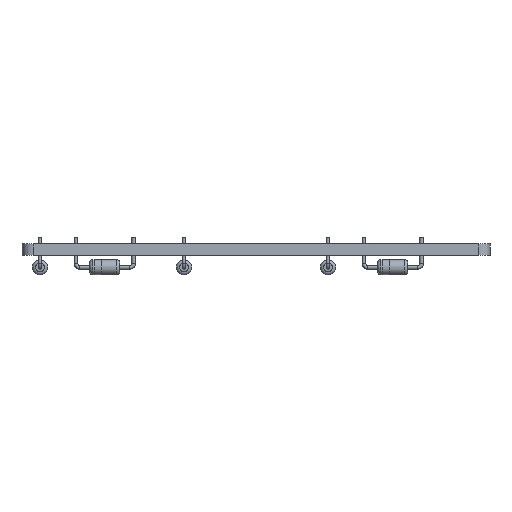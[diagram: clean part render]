
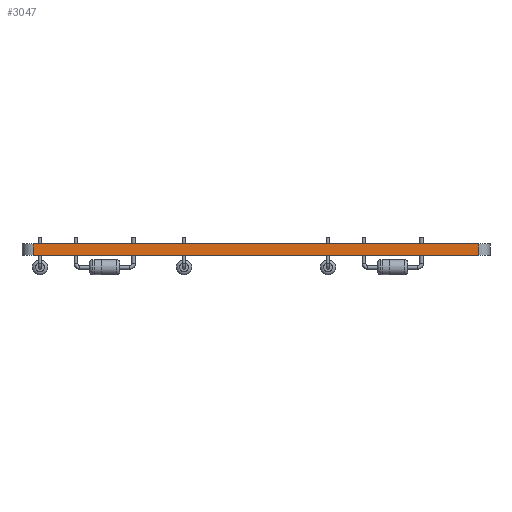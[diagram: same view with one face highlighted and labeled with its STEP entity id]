
A CAD part, front view. The second image highlights one B-rep face of the part: STEP entity #3047.
In plain terms, the highlighted planar face has unit normal (0, -1, 0).
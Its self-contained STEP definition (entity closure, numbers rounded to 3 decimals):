
#626 = VERTEX_POINT('',#627);
#627 = CARTESIAN_POINT('',(1.5,-80.963,0.));
#634 = EDGE_CURVE('',#635,#626,#637,.T.);
#635 = VERTEX_POINT('',#636);
#636 = CARTESIAN_POINT('',(60.413,-80.963,0.));
#637 = LINE('',#638,#639);
#638 = CARTESIAN_POINT('',(60.413,-80.963,0.));
#639 = VECTOR('',#640,1.);
#640 = DIRECTION('',(-1.,0.,0.));
#1823 = VERTEX_POINT('',#1824);
#1824 = CARTESIAN_POINT('',(1.5,-80.963,1.51));
#1831 = EDGE_CURVE('',#1832,#1823,#1834,.T.);
#1832 = VERTEX_POINT('',#1833);
#1833 = CARTESIAN_POINT('',(60.413,-80.963,1.51));
#1834 = LINE('',#1835,#1836);
#1835 = CARTESIAN_POINT('',(60.413,-80.963,1.51));
#1836 = VECTOR('',#1837,1.);
#1837 = DIRECTION('',(-1.,0.,0.));
#3019 = EDGE_CURVE('',#635,#1832,#3020,.T.);
#3020 = LINE('',#3021,#3022);
#3021 = CARTESIAN_POINT('',(60.413,-80.963,0.));
#3022 = VECTOR('',#3023,1.);
#3023 = DIRECTION('',(0.,0.,1.));
#3047 = ADVANCED_FACE('',(#3048),#3059,.T.);
#3048 = FACE_BOUND('',#3049,.T.);
#3049 = EDGE_LOOP('',(#3050,#3051,#3052,#3058));
#3050 = ORIENTED_EDGE('',*,*,#3019,.T.);
#3051 = ORIENTED_EDGE('',*,*,#1831,.T.);
#3052 = ORIENTED_EDGE('',*,*,#3053,.F.);
#3053 = EDGE_CURVE('',#626,#1823,#3054,.T.);
#3054 = LINE('',#3055,#3056);
#3055 = CARTESIAN_POINT('',(1.5,-80.963,0.));
#3056 = VECTOR('',#3057,1.);
#3057 = DIRECTION('',(0.,0.,1.));
#3058 = ORIENTED_EDGE('',*,*,#634,.F.);
#3059 = PLANE('',#3060);
#3060 = AXIS2_PLACEMENT_3D('',#3061,#3062,#3063);
#3061 = CARTESIAN_POINT('',(60.413,-80.963,0.));
#3062 = DIRECTION('',(0.,-1.,0.));
#3063 = DIRECTION('',(-1.,0.,0.));
